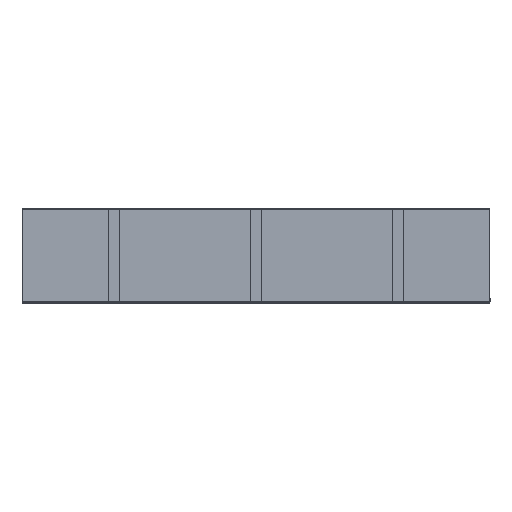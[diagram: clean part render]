
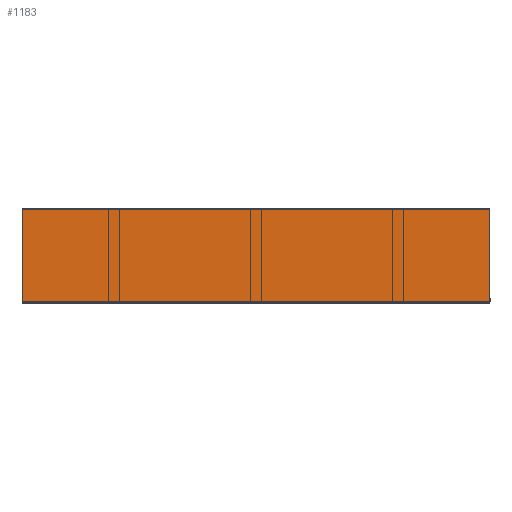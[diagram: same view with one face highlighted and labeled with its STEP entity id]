
A CAD part, top view. The second image highlights one B-rep face of the part: STEP entity #1183.
In plain terms, the highlighted face is planar.
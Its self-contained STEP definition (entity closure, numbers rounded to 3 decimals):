
#20 = LINE ( 'NONE', #2496, #2452 ) ;
#46 = CARTESIAN_POINT ( 'NONE',  ( 1000., -196., -2. ) ) ;
#127 = DIRECTION ( 'NONE',  ( 0., 1., 0. ) ) ;
#204 = DIRECTION ( 'NONE',  ( -1., 0., 0. ) ) ;
#296 = CARTESIAN_POINT ( 'NONE',  ( 998., 196., -2. ) ) ;
#327 = CARTESIAN_POINT ( 'NONE',  ( -1000., 196., -2. ) ) ;
#437 = EDGE_CURVE ( 'NONE', #1440, #803, #2816, .T. ) ;
#532 = ORIENTED_EDGE ( 'NONE', *, *, #1845, .T. ) ;
#592 = LINE ( 'NONE', #327, #950 ) ;
#682 = CARTESIAN_POINT ( 'NONE',  ( -998., -196., -2. ) ) ;
#730 = ORIENTED_EDGE ( 'NONE', *, *, #2537, .T. ) ;
#743 = PLANE ( 'NONE',  #2716 ) ;
#757 = VERTEX_POINT ( 'NONE', #682 ) ;
#803 = VERTEX_POINT ( 'NONE', #296 ) ;
#938 = CARTESIAN_POINT ( 'NONE',  ( 996.586, 196., -2. ) ) ;
#950 = VECTOR ( 'NONE', #1601, 1000. ) ;
#1036 = VECTOR ( 'NONE', #127, 1000. ) ;
#1072 = VERTEX_POINT ( 'NONE', #2094 ) ;
#1183 = ADVANCED_FACE ( 'NONE', ( #2891 ), #743, .T. ) ;
#1198 = CARTESIAN_POINT ( 'NONE',  ( 1000., -196., -2. ) ) ;
#1232 = LINE ( 'NONE', #1499, #2786 ) ;
#1295 = DIRECTION ( 'NONE',  ( -1., 0., 0. ) ) ;
#1345 = DIRECTION ( 'NONE',  ( 0., 0., -1. ) ) ;
#1440 = VERTEX_POINT ( 'NONE', #1715 ) ;
#1445 = VECTOR ( 'NONE', #1925, 1000. ) ;
#1475 = EDGE_CURVE ( 'NONE', #1440, #1072, #2418, .T. ) ;
#1499 = CARTESIAN_POINT ( 'NONE',  ( -998., 0., -2. ) ) ;
#1566 = DIRECTION ( 'NONE',  ( -1., 0., 0. ) ) ;
#1601 = DIRECTION ( 'NONE',  ( 1., 0., 0. ) ) ;
#1619 = ORIENTED_EDGE ( 'NONE', *, *, #1658, .T. ) ;
#1632 = DIRECTION ( 'NONE',  ( 1., 0., 0. ) ) ;
#1658 = EDGE_CURVE ( 'NONE', #2051, #757, #2324, .T. ) ;
#1670 = CARTESIAN_POINT ( 'NONE',  ( -998., 196., -2. ) ) ;
#1715 = CARTESIAN_POINT ( 'NONE',  ( 998., -196., -2. ) ) ;
#1799 = ORIENTED_EDGE ( 'NONE', *, *, #437, .F. ) ;
#1845 = EDGE_CURVE ( 'NONE', #2572, #3334, #3268, .T. ) ;
#1875 = VECTOR ( 'NONE', #2481, 1000. ) ;
#1925 = DIRECTION ( 'NONE',  ( 1., 0., 0. ) ) ;
#2021 = EDGE_CURVE ( 'NONE', #2693, #757, #1232, .T. ) ;
#2041 = VECTOR ( 'NONE', #1295, 1000. ) ;
#2051 = VERTEX_POINT ( 'NONE', #2796 ) ;
#2070 = EDGE_LOOP ( 'NONE', ( #3140, #730, #1619, #3373, #3023, #532, #3113, #1799 ) ) ;
#2094 = CARTESIAN_POINT ( 'NONE',  ( 996.586, -196., -2. ) ) ;
#2107 = VECTOR ( 'NONE', #204, 1000. ) ;
#2324 = LINE ( 'NONE', #1198, #2041 ) ;
#2418 = LINE ( 'NONE', #46, #1875 ) ;
#2452 = VECTOR ( 'NONE', #1632, 1000. ) ;
#2481 = DIRECTION ( 'NONE',  ( -1., 0., 0. ) ) ;
#2496 = CARTESIAN_POINT ( 'NONE',  ( -1000., 196., -2. ) ) ;
#2526 = CARTESIAN_POINT ( 'NONE',  ( 998., 0., -2. ) ) ;
#2537 = EDGE_CURVE ( 'NONE', #1072, #2051, #2599, .T. ) ;
#2572 = VERTEX_POINT ( 'NONE', #3199 ) ;
#2575 = CARTESIAN_POINT ( 'NONE',  ( 1000., -196., -2. ) ) ;
#2599 = LINE ( 'NONE', #2575, #2107 ) ;
#2667 = CARTESIAN_POINT ( 'NONE',  ( 0., 0., -2. ) ) ;
#2678 = EDGE_CURVE ( 'NONE', #2693, #2572, #20, .T. ) ;
#2693 = VERTEX_POINT ( 'NONE', #1670 ) ;
#2716 = AXIS2_PLACEMENT_3D ( 'NONE', #2667, #1345, #1566 ) ;
#2736 = CARTESIAN_POINT ( 'NONE',  ( -1000., 196., -2. ) ) ;
#2786 = VECTOR ( 'NONE', #3329, 1000. ) ;
#2796 = CARTESIAN_POINT ( 'NONE',  ( -996.586, -196., -2. ) ) ;
#2816 = LINE ( 'NONE', #2526, #1036 ) ;
#2891 = FACE_OUTER_BOUND ( 'NONE', #2070, .T. ) ;
#3023 = ORIENTED_EDGE ( 'NONE', *, *, #2678, .T. ) ;
#3067 = EDGE_CURVE ( 'NONE', #3334, #803, #592, .T. ) ;
#3113 = ORIENTED_EDGE ( 'NONE', *, *, #3067, .T. ) ;
#3140 = ORIENTED_EDGE ( 'NONE', *, *, #1475, .T. ) ;
#3199 = CARTESIAN_POINT ( 'NONE',  ( -996.586, 196., -2. ) ) ;
#3268 = LINE ( 'NONE', #2736, #1445 ) ;
#3329 = DIRECTION ( 'NONE',  ( 0., -1., 0. ) ) ;
#3334 = VERTEX_POINT ( 'NONE', #938 ) ;
#3373 = ORIENTED_EDGE ( 'NONE', *, *, #2021, .F. ) ;
